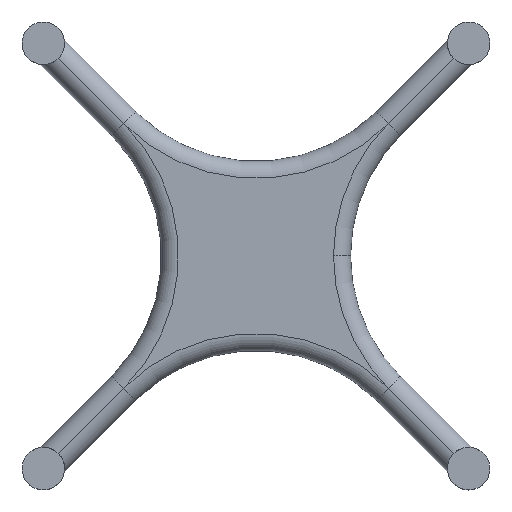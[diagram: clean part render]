
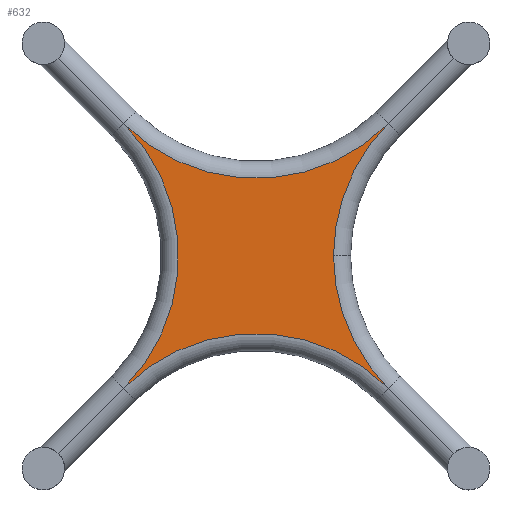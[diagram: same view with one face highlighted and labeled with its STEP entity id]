
A CAD part, top view. The second image highlights one B-rep face of the part: STEP entity #632.
In plain terms, the highlighted planar face has unit normal (0, 0, 1).
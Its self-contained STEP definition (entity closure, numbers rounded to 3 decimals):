
#42 = CARTESIAN_POINT ( 'NONE',  ( 311.127, 0., 20. ) ) ;
#45 = AXIS2_PLACEMENT_3D ( 'NONE', #42, #607, #1740 ) ;
#101 = VERTEX_POINT ( 'NONE', #669 ) ;
#115 = VERTEX_POINT ( 'NONE', #579 ) ;
#186 = DIRECTION ( 'NONE',  ( -1., 0., 0. ) ) ;
#212 = CIRCLE ( 'NONE', #1771, 220. ) ;
#266 = VERTEX_POINT ( 'NONE', #1624 ) ;
#267 = ORIENTED_EDGE ( 'NONE', *, *, #645, .T. ) ;
#270 = DIRECTION ( 'NONE',  ( -1., 0., 0. ) ) ;
#320 = CARTESIAN_POINT ( 'NONE',  ( 91.127, 0., 20. ) ) ;
#324 = EDGE_CURVE ( 'NONE', #1287, #115, #212, .T. ) ;
#327 = CIRCLE ( 'NONE', #45, 220. ) ;
#347 = AXIS2_PLACEMENT_3D ( 'NONE', #400, #694, #1373 ) ;
#377 = EDGE_LOOP ( 'NONE', ( #1122, #1233, #629, #267, #886 ) ) ;
#380 = DIRECTION ( 'NONE',  ( -1., 0., 0. ) ) ;
#400 = CARTESIAN_POINT ( 'NONE',  ( 0., -311.127, 20. ) ) ;
#462 = CARTESIAN_POINT ( 'NONE',  ( 0., -311.127, 20. ) ) ;
#522 = CARTESIAN_POINT ( 'NONE',  ( 0., 311.127, 20. ) ) ;
#579 = CARTESIAN_POINT ( 'NONE',  ( -155.563, 155.563, 20. ) ) ;
#607 = DIRECTION ( 'NONE',  ( 0., 0., -1. ) ) ;
#629 = ORIENTED_EDGE ( 'NONE', *, *, #1493, .T. ) ;
#632 = ADVANCED_FACE ( 'NONE', ( #1433 ), #1823, .F. ) ;
#645 = EDGE_CURVE ( 'NONE', #1490, #1287, #1028, .T. ) ;
#669 = CARTESIAN_POINT ( 'NONE',  ( 155.563, -155.563, 20. ) ) ;
#694 = DIRECTION ( 'NONE',  ( 0., 0., -1. ) ) ;
#728 = DIRECTION ( 'NONE',  ( 0., 0., -1. ) ) ;
#886 = ORIENTED_EDGE ( 'NONE', *, *, #324, .T. ) ;
#954 = CARTESIAN_POINT ( 'NONE',  ( -311.127, 0., 20. ) ) ;
#980 = AXIS2_PLACEMENT_3D ( 'NONE', #1104, #1675, #270 ) ;
#1028 = CIRCLE ( 'NONE', #980, 220. ) ;
#1042 = AXIS2_PLACEMENT_3D ( 'NONE', #954, #1843, #186 ) ;
#1104 = CARTESIAN_POINT ( 'NONE',  ( 311.127, 0., 20. ) ) ;
#1122 = ORIENTED_EDGE ( 'NONE', *, *, #1780, .T. ) ;
#1153 = DIRECTION ( 'NONE',  ( -1., 0., 0. ) ) ;
#1208 = CARTESIAN_POINT ( 'NONE',  ( 155.563, 155.563, 20. ) ) ;
#1233 = ORIENTED_EDGE ( 'NONE', *, *, #1550, .T. ) ;
#1240 = AXIS2_PLACEMENT_3D ( 'NONE', #462, #728, #1153 ) ;
#1287 = VERTEX_POINT ( 'NONE', #1208 ) ;
#1373 = DIRECTION ( 'NONE',  ( -1., 0., 0. ) ) ;
#1431 = CIRCLE ( 'NONE', #1042, 220. ) ;
#1433 = FACE_OUTER_BOUND ( 'NONE', #377, .T. ) ;
#1490 = VERTEX_POINT ( 'NONE', #320 ) ;
#1493 = EDGE_CURVE ( 'NONE', #101, #1490, #327, .T. ) ;
#1550 = EDGE_CURVE ( 'NONE', #266, #101, #1565, .T. ) ;
#1565 = CIRCLE ( 'NONE', #1240, 220. ) ;
#1624 = CARTESIAN_POINT ( 'NONE',  ( -155.563, -155.563, 20. ) ) ;
#1675 = DIRECTION ( 'NONE',  ( 0., 0., -1. ) ) ;
#1740 = DIRECTION ( 'NONE',  ( -1., 0., 0. ) ) ;
#1771 = AXIS2_PLACEMENT_3D ( 'NONE', #522, #1782, #380 ) ;
#1780 = EDGE_CURVE ( 'NONE', #115, #266, #1431, .T. ) ;
#1782 = DIRECTION ( 'NONE',  ( 0., 0., -1. ) ) ;
#1823 = PLANE ( 'NONE',  #347 ) ;
#1843 = DIRECTION ( 'NONE',  ( 0., 0., -1. ) ) ;
